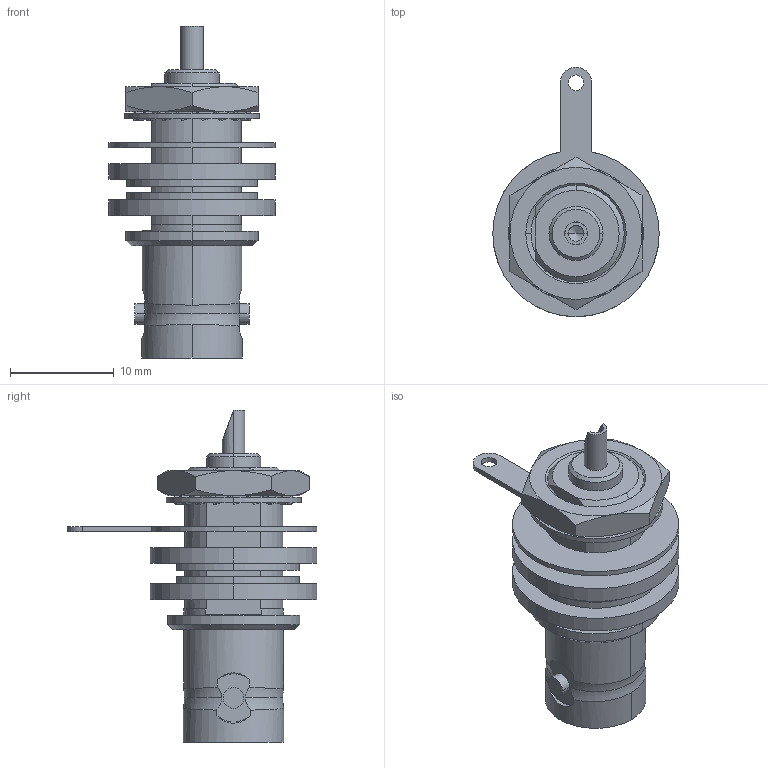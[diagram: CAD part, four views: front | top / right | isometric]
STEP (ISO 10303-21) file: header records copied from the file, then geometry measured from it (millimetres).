
FILE_DESCRIPTION (( 'STEP AP203' ), '1' );
FILE_NAME ('R142.562.290F.STEP', '2014-12-17T08:17:18', ( '' ), ( '' ), 'SwSTEP 2.0', 'SolidWorks 2014', '' );
FILE_SCHEMA (( 'CONFIG_CONTROL_DESIGN' ));
Length unit declared in the file: metre
Products named in the file (1): R142.562.290F
Bounding box: 16 x 24 x 31.93 mm (x, y, z)
Volume: 2220.2 mm3; surface area: 3034.2 mm2
Topology: 3 solids, 3 shells, 342 faces, 937 edges, 613 vertices
Faces by surface type: plane 150, cylinder 141, cone 47, torus 4
Entity records: 11317 total; most frequent: CARTESIAN_POINT 2841, ORIENTED_EDGE 1870, DIRECTION 1697, EDGE_CURVE 935, AXIS2_PLACEMENT_3D 657, VERTEX_POINT 613, VECTOR 383, LINE 383
